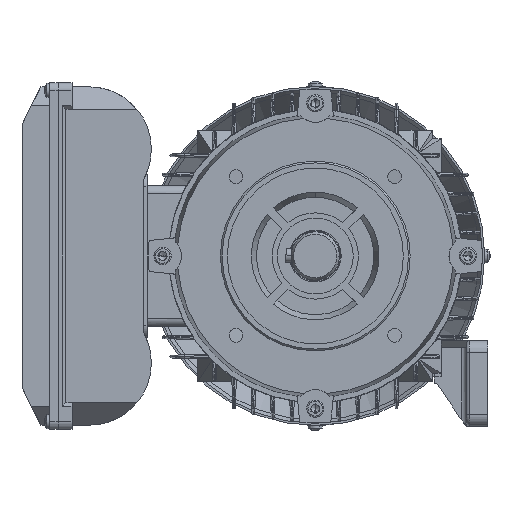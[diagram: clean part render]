
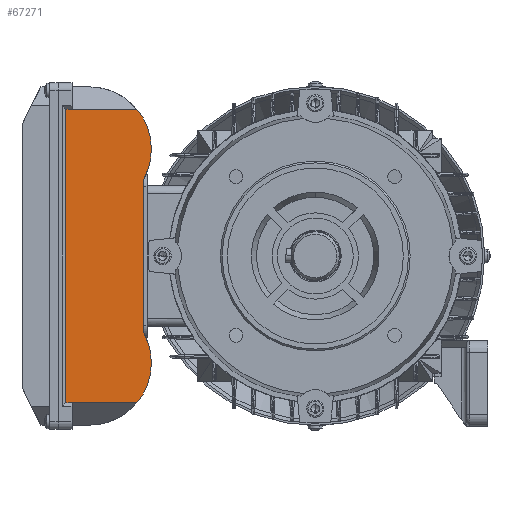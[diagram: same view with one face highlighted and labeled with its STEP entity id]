
A CAD part, left-side view. The second image highlights one B-rep face of the part: STEP entity #67271.
In plain terms, the highlighted face is planar.
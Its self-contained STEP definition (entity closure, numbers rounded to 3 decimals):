
#11128 = CARTESIAN_POINT ( 'NONE',  ( -62., 6.75, 68. ) ) ;
#11129 = AXIS2_PLACEMENT_3D ( 'NONE', #11128, #11173, #11172 ) ;
#11130 = CIRCLE ( 'NONE', #11129, 36. ) ;
#11171 = CARTESIAN_POINT ( 'NONE',  ( -85.065, -20.891, 68. ) ) ;
#11172 = DIRECTION ( 'NONE',  ( -1., 0., 0. ) ) ;
#11173 = DIRECTION ( 'NONE',  ( 0., 0., -1. ) ) ;
#11248 = CARTESIAN_POINT ( 'NONE',  ( 44.572, -24.75, 68. ) ) ;
#11346 = CARTESIAN_POINT ( 'NONE',  ( -44.572, -24.75, 68. ) ) ;
#11415 = DIRECTION ( 'NONE',  ( -1., 0., 0. ) ) ;
#11416 = DIRECTION ( 'NONE',  ( 0., 0., -1. ) ) ;
#11417 = CARTESIAN_POINT ( 'NONE',  ( 62., 6.75, 68. ) ) ;
#11418 = AXIS2_PLACEMENT_3D ( 'NONE', #11417, #11416, #11415 ) ;
#11419 = CIRCLE ( 'NONE', #11418, 36. ) ;
#11428 = CARTESIAN_POINT ( 'NONE',  ( 85.065, -20.891, 68. ) ) ;
#11529 = DIRECTION ( 'NONE',  ( -1., 0., 0. ) ) ;
#11530 = VECTOR ( 'NONE', #11529, 1000. ) ;
#11531 = CARTESIAN_POINT ( 'NONE',  ( -44.572, -24.75, 68. ) ) ;
#11532 = LINE ( 'NONE', #11531, #11530 ) ;
#12240 = DIRECTION ( 'NONE',  ( -1., 0., 0. ) ) ;
#12241 = DIRECTION ( 'NONE',  ( 0., 0., -1. ) ) ;
#12242 = CARTESIAN_POINT ( 'NONE',  ( -119.5, -29.25, 68. ) ) ;
#12243 = AXIS2_PLACEMENT_3D ( 'NONE', #12242, #12241, #12240 ) ;
#12244 = PLANE ( 'NONE',  #12243 ) ;
#12245 = FACE_OUTER_BOUND ( 'NONE', #67273, .T. ) ;
#12277 = CARTESIAN_POINT ( 'NONE',  ( 85.065, 16.75, 68. ) ) ;
#12278 = DIRECTION ( 'NONE',  ( 0., 1., 0. ) ) ;
#12279 = VECTOR ( 'NONE', #12278, 1000. ) ;
#12280 = CARTESIAN_POINT ( 'NONE',  ( 85.065, -45.25, 68. ) ) ;
#12281 = LINE ( 'NONE', #12280, #12279 ) ;
#12330 = LINE ( 'NONE', #12385, #12384 ) ;
#12337 = CARTESIAN_POINT ( 'NONE',  ( 85.065, 20.25, 68. ) ) ;
#12338 = DIRECTION ( 'NONE',  ( 0., 1., 0. ) ) ;
#12339 = VECTOR ( 'NONE', #12338, 1000. ) ;
#12340 = CARTESIAN_POINT ( 'NONE',  ( 85.065, -29.25, 68. ) ) ;
#12341 = LINE ( 'NONE', #12340, #12339 ) ;
#12371 = CARTESIAN_POINT ( 'NONE',  ( -85.065, 16.75, 68. ) ) ;
#12372 = DIRECTION ( 'NONE',  ( 0., -1., 0. ) ) ;
#12373 = VECTOR ( 'NONE', #12372, 1000. ) ;
#12374 = CARTESIAN_POINT ( 'NONE',  ( -85.065, -29.25, 68. ) ) ;
#12381 = LINE ( 'NONE', #12374, #12373 ) ;
#12382 = CARTESIAN_POINT ( 'NONE',  ( -85.065, 20.25, 68. ) ) ;
#12383 = DIRECTION ( 'NONE',  ( 1., 0., 0. ) ) ;
#12384 = VECTOR ( 'NONE', #12383, 1000. ) ;
#12385 = CARTESIAN_POINT ( 'NONE',  ( -119.5, 20.25, 68. ) ) ;
#12408 = DIRECTION ( 'NONE',  ( 0., 1., 0. ) ) ;
#12409 = VECTOR ( 'NONE', #12408, 1000. ) ;
#12410 = CARTESIAN_POINT ( 'NONE',  ( -85.065, -45.25, 68. ) ) ;
#12411 = LINE ( 'NONE', #12410, #12409 ) ;
#66703 = EDGE_CURVE ( 'NONE', #66790, #66705, #11130, .T. ) ;
#66705 = VERTEX_POINT ( 'NONE', #11171 ) ;
#66749 = VERTEX_POINT ( 'NONE', #11248 ) ;
#66790 = VERTEX_POINT ( 'NONE', #11346 ) ;
#66833 = VERTEX_POINT ( 'NONE', #11428 ) ;
#66839 = EDGE_CURVE ( 'NONE', #66833, #66749, #11419, .T. ) ;
#66893 = EDGE_CURVE ( 'NONE', #66749, #66790, #11532, .T. ) ;
#67250 = ORIENTED_EDGE ( 'NONE', *, *, #66893, .F. ) ;
#67271 = ADVANCED_FACE ( 'NONE', ( #12245 ), #12244, .F. ) ;
#67273 = EDGE_LOOP ( 'NONE', ( #67277, #67311, #67317, #67323, #67329, #67334, #67250, #67366 ) ) ;
#67277 = ORIENTED_EDGE ( 'NONE', *, *, #67279, .T. ) ;
#67279 = EDGE_CURVE ( 'NONE', #66833, #67280, #12281, .T. ) ;
#67280 = VERTEX_POINT ( 'NONE', #12277 ) ;
#67311 = ORIENTED_EDGE ( 'NONE', *, *, #67312, .T. ) ;
#67312 = EDGE_CURVE ( 'NONE', #67280, #67314, #12341, .T. ) ;
#67314 = VERTEX_POINT ( 'NONE', #12337 ) ;
#67317 = ORIENTED_EDGE ( 'NONE', *, *, #67318, .F. ) ;
#67318 = EDGE_CURVE ( 'NONE', #67320, #67314, #12330, .T. ) ;
#67320 = VERTEX_POINT ( 'NONE', #12382 ) ;
#67323 = ORIENTED_EDGE ( 'NONE', *, *, #67324, .T. ) ;
#67324 = EDGE_CURVE ( 'NONE', #67320, #67326, #12381, .T. ) ;
#67326 = VERTEX_POINT ( 'NONE', #12371 ) ;
#67329 = ORIENTED_EDGE ( 'NONE', *, *, #67332, .F. ) ;
#67332 = EDGE_CURVE ( 'NONE', #66705, #67326, #12411, .T. ) ;
#67334 = ORIENTED_EDGE ( 'NONE', *, *, #66703, .F. ) ;
#67366 = ORIENTED_EDGE ( 'NONE', *, *, #66839, .F. ) ;
